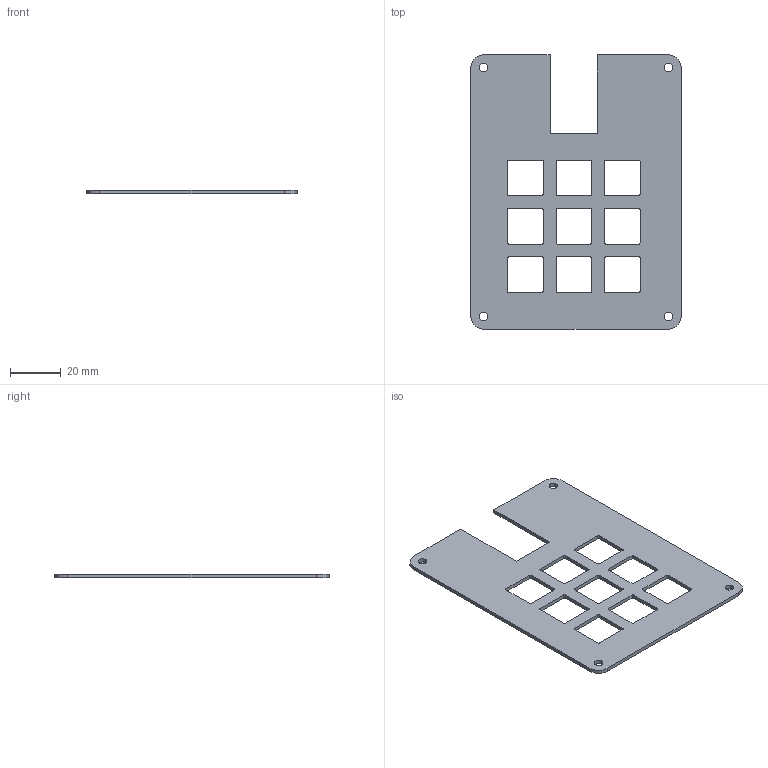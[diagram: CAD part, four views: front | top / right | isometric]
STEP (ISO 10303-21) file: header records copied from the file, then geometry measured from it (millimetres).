
FILE_DESCRIPTION(/* description */ (''),/* implementation_level */ '2;1');
FILE_NAME(/* name */ 'Sarvesh Vijay''s Hackpad Top.step',/* time_stamp */ '2025-12-27T19:18:42-05:00',/* author */ (''),/* organization */ (''),/* preprocessor_version */ 'ST-DEVELOPER v20.1',/* originating_system */ 'Autodesk Translation Framework v14.21.0.0',/* authorisation */ '');
FILE_SCHEMA (('AUTOMOTIVE_DESIGN { 1 0 10303 214 3 1 1 }'));
Length unit declared in the file: millimetre
Products named in the file (1): 2025-12-27-18-21-02-316
Bounding box: 82.66 x 107.88 x 1.5 mm (x, y, z)
Volume: 9786 mm3; surface area: 14521.2 mm2
Topology: 1 solids, 1 shells, 436 faces, 1242 edges, 828 vertices
Faces by surface type: bspline 250, plane 142, cylinder 44
Full cylindrical faces by diameter (mm): 3.4 x4
Entity records: 16559 total; most frequent: CARTESIAN_POINT 6757, ORIENTED_EDGE 2484, EDGE_CURVE 1242, DIRECTION 1204, VERTEX_POINT 828, LINE 654, VECTOR 654, B_SPLINE_CURVE_WITH_KNOTS 500
